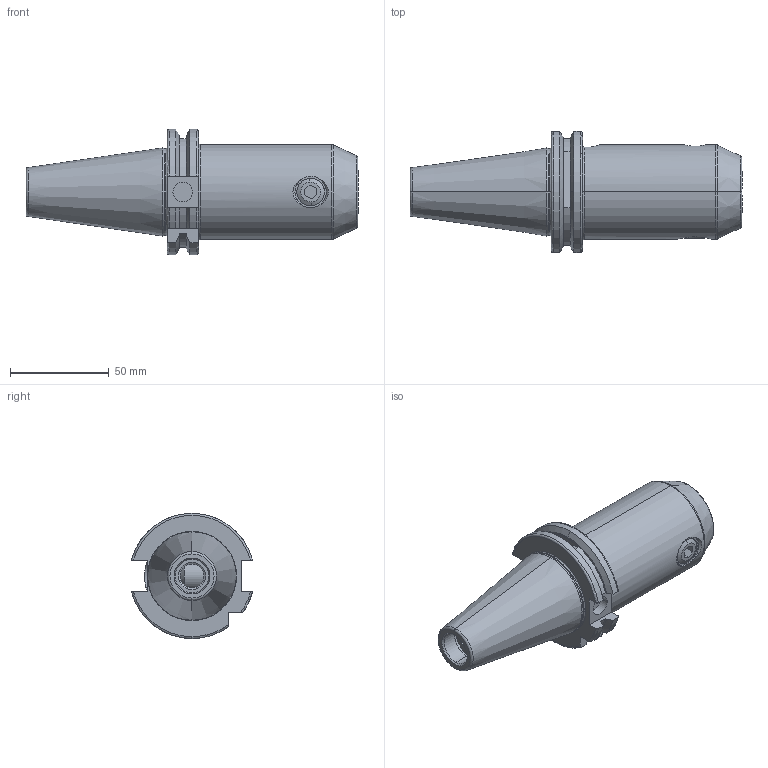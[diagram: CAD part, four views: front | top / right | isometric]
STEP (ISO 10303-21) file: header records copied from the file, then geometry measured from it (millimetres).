
FILE_DESCRIPTION (( 'STEP AP203' ), '1' );
FILE_NAME ('91406-WE116100.STEP', '2016-11-29T06:47:03', ( '' ), ( '' ), 'SwSTEP 2.0', 'SolidWorks 2009', '' );
FILE_SCHEMA (( 'CONFIG_CONTROL_DESIGN' ));
Length unit declared in the file: millimetre
Products named in the file (3): SK40 EM 16 100 WW; 91406-WE116100; M14X30-DIN1835-B_ISO 4026 - M12 x 12-N
Assembly tree (2 placements, depth 2):
  91406-WE116100
    M14X30-DIN1835-B_ISO 4026 - M12 x 12-N
    SK40 EM 16 100 WW
Bounding box: 168.4 x 61.48 x 63.55 mm (x, y, z)
Volume: 228514.5 mm3; surface area: 37883.5 mm2
Topology: 2 solids, 2 shells, 128 faces, 304 edges, 191 vertices
Faces by surface type: cylinder 39, plane 38, cone 26, torus 23, sphere 2
Entity records: 4410 total; most frequent: CARTESIAN_POINT 1092, DIRECTION 674, ORIENTED_EDGE 608, EDGE_CURVE 304, AXIS2_PLACEMENT_3D 276, VERTEX_POINT 191, CIRCLE 143, EDGE_LOOP 143
